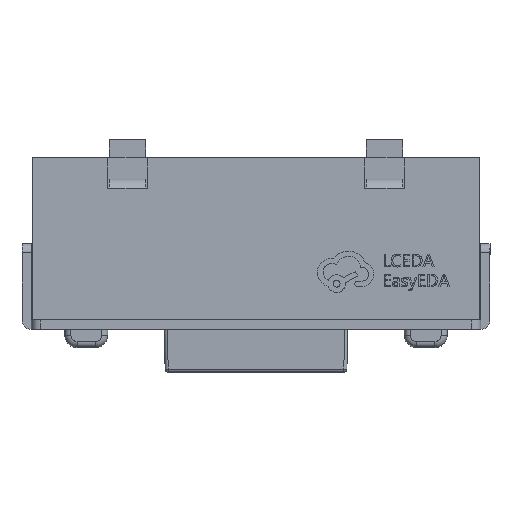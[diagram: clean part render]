
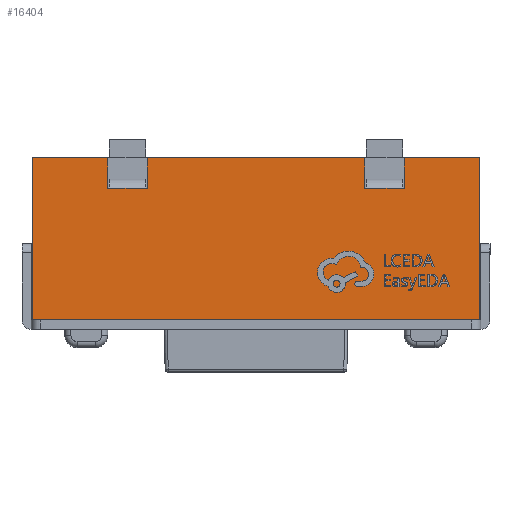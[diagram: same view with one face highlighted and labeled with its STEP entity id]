
A CAD part, top view. The second image highlights one B-rep face of the part: STEP entity #16404.
In plain terms, the highlighted planar face has unit normal (0, 0, 1).
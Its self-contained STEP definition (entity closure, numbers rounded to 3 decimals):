
#46 = ORIENTED_EDGE ( 'NONE', *, *, #890, .T. ) ;
#526 = VECTOR ( 'NONE', #8622, 1000. ) ;
#665 = VERTEX_POINT ( 'NONE', #18169 ) ;
#685 = VERTEX_POINT ( 'NONE', #16985 ) ;
#860 = CARTESIAN_POINT ( 'NONE',  ( -2.425, 2.2, 1.75 ) ) ;
#890 = EDGE_CURVE ( 'NONE', #4013, #11107, #11356, .T. ) ;
#1398 = VECTOR ( 'NONE', #20040, 1000. ) ;
#1570 = DIRECTION ( 'NONE',  ( 1., 0., 0. ) ) ;
#1857 = EDGE_CURVE ( 'NONE', #20224, #665, #15408, .T. ) ;
#1910 = EDGE_CURVE ( 'NONE', #15448, #4013, #15743, .T. ) ;
#2370 = EDGE_CURVE ( 'NONE', #18329, #15448, #8183, .T. ) ;
#2832 = VERTEX_POINT ( 'NONE', #3986 ) ;
#2834 = CARTESIAN_POINT ( 'NONE',  ( 3.654, 13.103, 1.75 ) ) ;
#2877 = DIRECTION ( 'NONE',  ( 0., 1., 0. ) ) ;
#2999 = CARTESIAN_POINT ( 'NONE',  ( -3.654, -0.45, 1.75 ) ) ;
#3052 = VECTOR ( 'NONE', #10772, 1000. ) ;
#3075 = EDGE_CURVE ( 'NONE', #2832, #19934, #7141, .T. ) ;
#3474 = CARTESIAN_POINT ( 'NONE',  ( -1.775, 1.7, 1.75 ) ) ;
#3619 = LINE ( 'NONE', #21669, #3052 ) ;
#3620 = VECTOR ( 'NONE', #1570, 1000. ) ;
#3986 = CARTESIAN_POINT ( 'NONE',  ( -1.775, 1.7, 1.75 ) ) ;
#4013 = VERTEX_POINT ( 'NONE', #2999 ) ;
#4244 = CARTESIAN_POINT ( 'NONE',  ( -2.425, 1.7, 1.75 ) ) ;
#4334 = LINE ( 'NONE', #9250, #11799 ) ;
#4460 = DIRECTION ( 'NONE',  ( 1., 0., 0. ) ) ;
#4691 = DIRECTION ( 'NONE',  ( 0., 1., 0. ) ) ;
#4991 = CARTESIAN_POINT ( 'NONE',  ( 2.425, 1.7, 1.75 ) ) ;
#5279 = VECTOR ( 'NONE', #4460, 1000. ) ;
#5759 = ORIENTED_EDGE ( 'NONE', *, *, #18822, .T. ) ;
#5941 = VERTEX_POINT ( 'NONE', #4244 ) ;
#6222 = CARTESIAN_POINT ( 'NONE',  ( 1.775, 1.7, 1.75 ) ) ;
#6880 = DIRECTION ( 'NONE',  ( 0., -1., 0. ) ) ;
#7141 = LINE ( 'NONE', #3474, #1398 ) ;
#7514 = CARTESIAN_POINT ( 'NONE',  ( 3.654, 13.103, 1.75 ) ) ;
#7843 = EDGE_CURVE ( 'NONE', #5941, #18329, #11671, .T. ) ;
#8183 = LINE ( 'NONE', #20822, #23119 ) ;
#8321 = ORIENTED_EDGE ( 'NONE', *, *, #1857, .F. ) ;
#8622 = DIRECTION ( 'NONE',  ( 0., 1., 0. ) ) ;
#9250 = CARTESIAN_POINT ( 'NONE',  ( 3.654, 2.2, 1.75 ) ) ;
#10747 = ORIENTED_EDGE ( 'NONE', *, *, #3075, .F. ) ;
#10772 = DIRECTION ( 'NONE',  ( -1., 0., 0. ) ) ;
#10811 = EDGE_CURVE ( 'NONE', #16237, #20224, #14175, .T. ) ;
#11107 = VERTEX_POINT ( 'NONE', #17181 ) ;
#11356 = LINE ( 'NONE', #16608, #5279 ) ;
#11395 = CARTESIAN_POINT ( 'NONE',  ( -3.654, 2.2, 1.75 ) ) ;
#11671 = LINE ( 'NONE', #15386, #13995 ) ;
#11705 = EDGE_CURVE ( 'NONE', #5941, #2832, #21621, .T. ) ;
#11799 = VECTOR ( 'NONE', #18615, 1000. ) ;
#11902 = AXIS2_PLACEMENT_3D ( 'NONE', #7514, #16841, #4691 ) ;
#12329 = CARTESIAN_POINT ( 'NONE',  ( 2.425, 1.7, 1.75 ) ) ;
#12449 = VECTOR ( 'NONE', #20873, 1000. ) ;
#12999 = FACE_OUTER_BOUND ( 'NONE', #16243, .T. ) ;
#13054 = ORIENTED_EDGE ( 'NONE', *, *, #14184, .F. ) ;
#13387 = EDGE_CURVE ( 'NONE', #16237, #685, #20436, .T. ) ;
#13995 = VECTOR ( 'NONE', #2877, 1000. ) ;
#14175 = LINE ( 'NONE', #12329, #3620 ) ;
#14184 = EDGE_CURVE ( 'NONE', #20342, #11107, #18874, .T. ) ;
#14387 = VECTOR ( 'NONE', #18318, 1000. ) ;
#14719 = ORIENTED_EDGE ( 'NONE', *, *, #21563, .T. ) ;
#14720 = VECTOR ( 'NONE', #6880, 1000. ) ;
#14886 = ORIENTED_EDGE ( 'NONE', *, *, #2370, .T. ) ;
#15046 = ORIENTED_EDGE ( 'NONE', *, *, #7843, .T. ) ;
#15130 = CARTESIAN_POINT ( 'NONE',  ( 1.775, 1.7, 1.75 ) ) ;
#15386 = CARTESIAN_POINT ( 'NONE',  ( -2.425, 1.7, 1.75 ) ) ;
#15408 = LINE ( 'NONE', #4991, #526 ) ;
#15448 = VERTEX_POINT ( 'NONE', #11395 ) ;
#15460 = VECTOR ( 'NONE', #22485, 1000. ) ;
#15743 = LINE ( 'NONE', #22896, #14720 ) ;
#16237 = VERTEX_POINT ( 'NONE', #15130 ) ;
#16243 = EDGE_LOOP ( 'NONE', ( #5759, #8321, #22887, #21215, #14719, #10747, #21728, #15046, #14886, #21009, #46, #13054 ) ) ;
#16327 = CARTESIAN_POINT ( 'NONE',  ( -2.425, 1.7, 1.75 ) ) ;
#16404 = ADVANCED_FACE ( 'NONE', ( #12999 ), #20299, .F. ) ;
#16608 = CARTESIAN_POINT ( 'NONE',  ( 3.654, -0.45, 1.75 ) ) ;
#16841 = DIRECTION ( 'NONE',  ( 0., 0., -1. ) ) ;
#16985 = CARTESIAN_POINT ( 'NONE',  ( 1.775, 2.2, 1.75 ) ) ;
#17146 = DIRECTION ( 'NONE',  ( -1., 0., 0. ) ) ;
#17151 = CARTESIAN_POINT ( 'NONE',  ( -1.775, 2.2, 1.75 ) ) ;
#17181 = CARTESIAN_POINT ( 'NONE',  ( 3.654, -0.45, 1.75 ) ) ;
#17415 = CARTESIAN_POINT ( 'NONE',  ( 3.654, 2.2, 1.75 ) ) ;
#18169 = CARTESIAN_POINT ( 'NONE',  ( 2.425, 2.2, 1.75 ) ) ;
#18318 = DIRECTION ( 'NONE',  ( 1., 0., 0. ) ) ;
#18329 = VERTEX_POINT ( 'NONE', #860 ) ;
#18615 = DIRECTION ( 'NONE',  ( -1., 0., 0. ) ) ;
#18822 = EDGE_CURVE ( 'NONE', #20342, #665, #4334, .T. ) ;
#18874 = LINE ( 'NONE', #2834, #15460 ) ;
#19934 = VERTEX_POINT ( 'NONE', #17151 ) ;
#20040 = DIRECTION ( 'NONE',  ( 0., 1., 0. ) ) ;
#20224 = VERTEX_POINT ( 'NONE', #20326 ) ;
#20299 = PLANE ( 'NONE',  #11902 ) ;
#20326 = CARTESIAN_POINT ( 'NONE',  ( 2.425, 1.7, 1.75 ) ) ;
#20342 = VERTEX_POINT ( 'NONE', #17415 ) ;
#20436 = LINE ( 'NONE', #6222, #12449 ) ;
#20822 = CARTESIAN_POINT ( 'NONE',  ( 3.654, 2.2, 1.75 ) ) ;
#20873 = DIRECTION ( 'NONE',  ( 0., 1., 0. ) ) ;
#21009 = ORIENTED_EDGE ( 'NONE', *, *, #1910, .T. ) ;
#21215 = ORIENTED_EDGE ( 'NONE', *, *, #13387, .T. ) ;
#21563 = EDGE_CURVE ( 'NONE', #685, #19934, #3619, .T. ) ;
#21621 = LINE ( 'NONE', #16327, #14387 ) ;
#21669 = CARTESIAN_POINT ( 'NONE',  ( 3.654, 2.2, 1.75 ) ) ;
#21728 = ORIENTED_EDGE ( 'NONE', *, *, #11705, .F. ) ;
#22485 = DIRECTION ( 'NONE',  ( 0., -1., 0. ) ) ;
#22887 = ORIENTED_EDGE ( 'NONE', *, *, #10811, .F. ) ;
#22896 = CARTESIAN_POINT ( 'NONE',  ( -3.654, 13.103, 1.75 ) ) ;
#23119 = VECTOR ( 'NONE', #17146, 1000. ) ;
